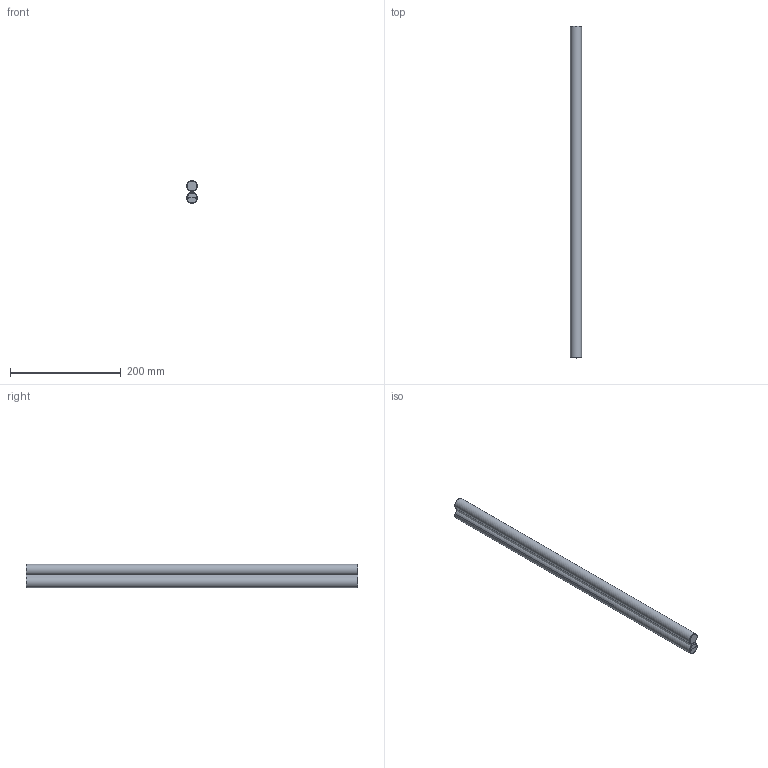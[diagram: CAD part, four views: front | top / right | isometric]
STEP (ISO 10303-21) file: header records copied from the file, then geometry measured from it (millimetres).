
FILE_DESCRIPTION( ( 'STEP AP214' ), '1' );
FILE_NAME( 'STSU-20-As.stp', '2010-08-04T09:26:58', ( ' ' ), ( ' ' ), 'XStep 1.0', ' ', ' ' );
FILE_SCHEMA( ( 'CONFIG_CONTROL_DESIGN) ( )' ) );
Length unit declared in the file: metre
Products named in the file (3): Assem1; STSU-20; As-20
Bounding box: 20 x 600 x 42 mm (x, y, z)
Surface area: 147839 mm2
Topology: 4 solids, 4 shells, 50 faces, 142 edges, 100 vertices
Faces by surface type: plane 28, cylinder 20, cone 2
Full cylindrical faces by diameter (mm): 6.6 x16, 20 x2
Entity records: 1415 total; most frequent: CARTESIAN_POINT 609, DIRECTION 113, ORIENTED_EDGE 104, EDGE_CURVE 52, EDGE_LOOP 51, AXIS2_PLACEMENT_3D 41, VERTEX_POINT 41, FACE_OUTER_BOUND 34
